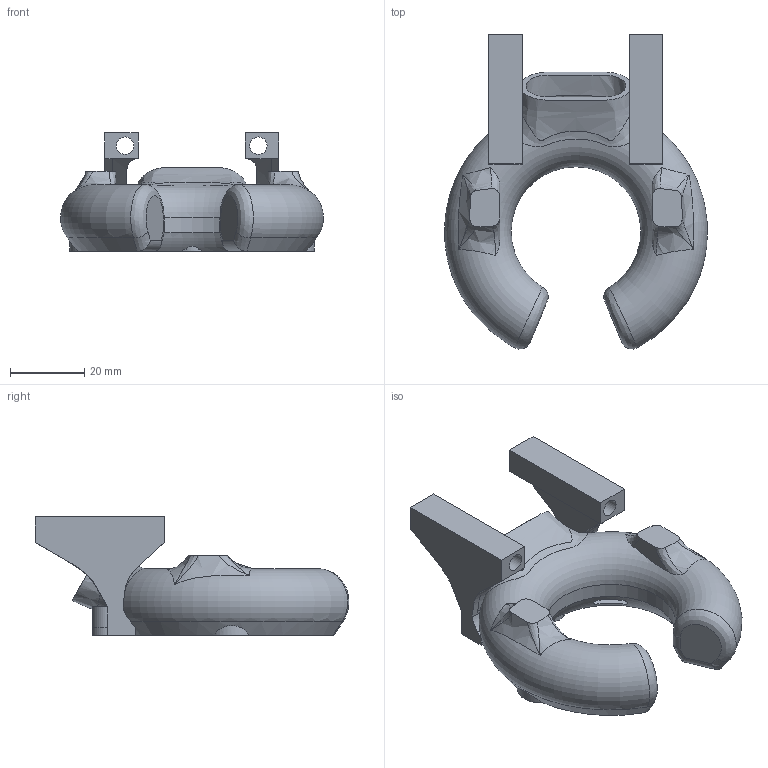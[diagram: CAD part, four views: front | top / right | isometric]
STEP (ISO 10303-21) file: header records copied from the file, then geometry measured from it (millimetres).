
FILE_DESCRIPTION(/* description */ (''),/* implementation_level */ '2;1');
FILE_NAME(/* name */ 'Duct.step',/* time_stamp */ '2025-10-26T08:50:31+01:00',/* author */ (''),/* organization */ (''),/* preprocessor_version */ 'ST-DEVELOPER v20.1',/* originating_system */ 'Autodesk Translation Framework v14.17.0.0',/* authorisation */ '');
FILE_SCHEMA (('AUTOMOTIVE_DESIGN { 1 0 10303 214 3 1 1 }'));
Length unit declared in the file: millimetre
Products named in the file (5): 2025-10-25-11-38-44-802; R3.V1.UFO.Optim.Chubby.Stub.Edition; 2025-10-24-21-44-08-666; 2025-10-25-11-38-44-803; 2025-10-25-11-38-44-803_1
Assembly tree (4 placements, depth 3):
  2025-10-25-11-38-44-802
    R3.V1.UFO.Optim.Chubby.Stub.Edition
      2025-10-24-21-44-08-666
    2025-10-25-11-38-44-803
    2025-10-25-11-38-44-803_1
Bounding box: 70.99 x 84.8 x 32.03 mm (x, y, z)
Volume: 26554.9 mm3; surface area: 23086.5 mm2
Topology: 4 solids, 4 shells, 232 faces, 700 edges, 466 vertices
Faces by surface type: bspline 94, plane 79, cylinder 35, torus 18, cone 6
Full cylindrical faces by diameter (mm): 4 x4, 4.7 x2
Entity records: 17241 total; most frequent: CARTESIAN_POINT 11635, ORIENTED_EDGE 1386, DIRECTION 793, EDGE_CURVE 693, VERTEX_POINT 466, B_SPLINE_CURVE_WITH_KNOTS 319, AXIS2_PLACEMENT_3D 292, EDGE_LOOP 257
